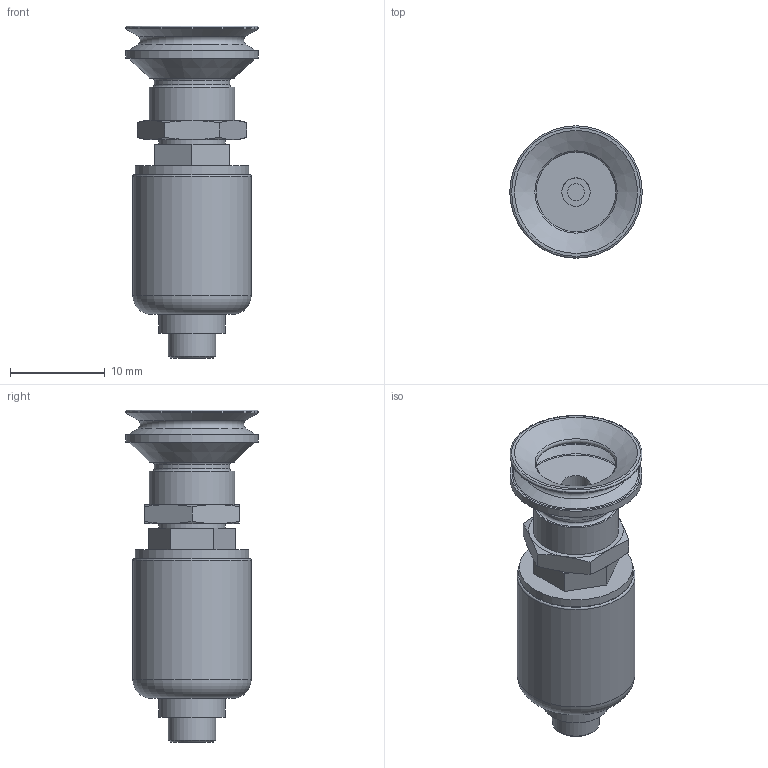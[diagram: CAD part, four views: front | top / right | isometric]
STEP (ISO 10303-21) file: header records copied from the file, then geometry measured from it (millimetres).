
FILE_DESCRIPTION(/* description */ (''),/* implementation_level */ '2;1');
FILE_NAME(/* name */ 'Assembly_SMC_ABB_EE_SG_Type_2.stp',/* time_stamp */ '2022-10-01T15:48:15+01:00',/* author */ ('romanp'),/* organization */ (''),/* preprocessor_version */ 'ST-DEVELOPER v19',/* originating_system */ 'Autodesk Inventor 2023',/* authorisation */ '');
FILE_SCHEMA (('AUTOMOTIVE_DESIGN { 1 0 10303 214 3 1 1 }'));
Length unit declared in the file: millimetre
Products named in the file (3): Assembly1; _ZFZ-03-002D; ZP3-T13BS-A5
Assembly tree (2 placements, depth 2):
  Assembly1
    _ZFZ-03-002D
    ZP3-T13BS-A5
Bounding box: 14 x 14 x 35.1 mm (x, y, z)
Volume: 2866.7 mm3; surface area: 2224.9 mm2
Topology: 3 solids, 3 shells, 85 faces, 169 edges, 106 vertices
Faces by surface type: plane 38, cone 20, cylinder 15, torus 12
Full cylindrical faces by diameter (mm): 1.8 x1, 3 x1, 4.1 x1, 5 x3, 7 x2, 8 x1, 9 x1, 12 x1, 12.4 x1, 12.5 x1, 14 x2
Entity records: 2365 total; most frequent: CARTESIAN_POINT 413, DIRECTION 405, ORIENTED_EDGE 338, AXIS2_PLACEMENT_3D 170, EDGE_CURVE 169, VERTEX_POINT 104, EDGE_LOOP 103, FACE_OUTER_BOUND 85
